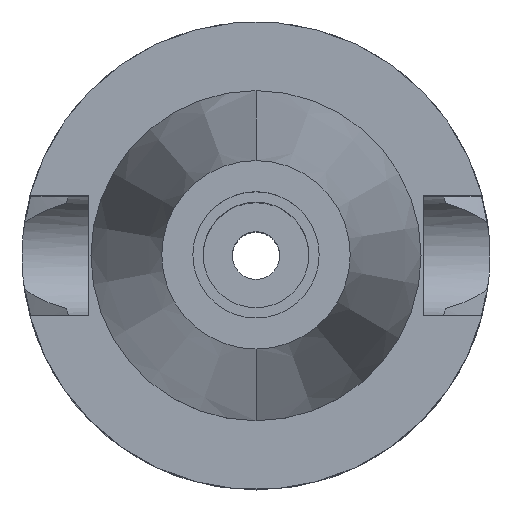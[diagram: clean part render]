
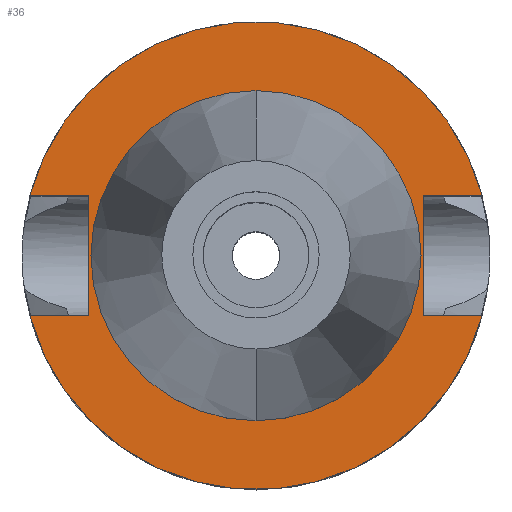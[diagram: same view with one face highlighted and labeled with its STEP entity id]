
A CAD part, top view. The second image highlights one B-rep face of the part: STEP entity #36.
In plain terms, the highlighted planar face has unit normal (0, 0, 1).
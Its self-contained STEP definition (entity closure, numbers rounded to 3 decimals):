
#36 = ADVANCED_FACE ( 'NONE', ( #107, #3066 ), #921, .F. ) ;
#48 = CARTESIAN_POINT ( 'NONE',  ( 0., 0., -2. ) ) ;
#50 = ORIENTED_EDGE ( 'NONE', *, *, #349, .F. ) ;
#75 = EDGE_CURVE ( 'NONE', #2032, #78, #2419, .T. ) ;
#78 = VERTEX_POINT ( 'NONE', #2482 ) ;
#92 = EDGE_LOOP ( 'NONE', ( #643, #122, #50, #1174, #2604, #2137, #2745, #933 ) ) ;
#107 = FACE_OUTER_BOUND ( 'NONE', #92, .T. ) ;
#122 = ORIENTED_EDGE ( 'NONE', *, *, #2010, .F. ) ;
#169 = CARTESIAN_POINT ( 'NONE',  ( -30.454, -8.05, -2. ) ) ;
#191 = AXIS2_PLACEMENT_3D ( 'NONE', #3502, #2934, #1038 ) ;
#218 = DIRECTION ( 'NONE',  ( 0., 1., 0. ) ) ;
#245 = EDGE_CURVE ( 'NONE', #78, #2032, #3522, .T. ) ;
#278 = VECTOR ( 'NONE', #1618, 1000. ) ;
#292 = CARTESIAN_POINT ( 'NONE',  ( 22.5, -8.05, -2. ) ) ;
#349 = EDGE_CURVE ( 'NONE', #3308, #2831, #556, .T. ) ;
#432 = LINE ( 'NONE', #1577, #1509 ) ;
#485 = CARTESIAN_POINT ( 'NONE',  ( -22.5, -8.05, -2. ) ) ;
#513 = EDGE_CURVE ( 'NONE', #1074, #3308, #432, .T. ) ;
#537 = LINE ( 'NONE', #3563, #278 ) ;
#556 = LINE ( 'NONE', #292, #3236 ) ;
#570 = AXIS2_PLACEMENT_3D ( 'NONE', #1959, #2803, #3356 ) ;
#575 = EDGE_CURVE ( 'NONE', #3123, #2919, #793, .T. ) ;
#602 = EDGE_CURVE ( 'NONE', #1279, #2345, #537, .T. ) ;
#633 = DIRECTION ( 'NONE',  ( 0., 0., -1. ) ) ;
#639 = VECTOR ( 'NONE', #1237, 1000. ) ;
#643 = ORIENTED_EDGE ( 'NONE', *, *, #602, .T. ) ;
#684 = CARTESIAN_POINT ( 'NONE',  ( -22.5, 8.05, -2. ) ) ;
#759 = LINE ( 'NONE', #485, #1719 ) ;
#787 = CARTESIAN_POINT ( 'NONE',  ( 0., 0., -2. ) ) ;
#793 = LINE ( 'NONE', #1359, #1477 ) ;
#861 = AXIS2_PLACEMENT_3D ( 'NONE', #787, #2978, #218 ) ;
#921 = PLANE ( 'NONE',  #1953 ) ;
#933 = ORIENTED_EDGE ( 'NONE', *, *, #1919, .F. ) ;
#966 = CARTESIAN_POINT ( 'NONE',  ( -30.454, 8.05, -2. ) ) ;
#1038 = DIRECTION ( 'NONE',  ( 0., 1., 0. ) ) ;
#1074 = VERTEX_POINT ( 'NONE', #1954 ) ;
#1174 = ORIENTED_EDGE ( 'NONE', *, *, #513, .F. ) ;
#1237 = DIRECTION ( 'NONE',  ( 1., 0., 0. ) ) ;
#1276 = CARTESIAN_POINT ( 'NONE',  ( 30.454, 8.05, -2. ) ) ;
#1279 = VERTEX_POINT ( 'NONE', #2041 ) ;
#1311 = ORIENTED_EDGE ( 'NONE', *, *, #75, .F. ) ;
#1359 = CARTESIAN_POINT ( 'NONE',  ( -22.5, 8.05, -2. ) ) ;
#1477 = VECTOR ( 'NONE', #1888, 1000. ) ;
#1508 = CARTESIAN_POINT ( 'NONE',  ( 22.5, 8.05, -2. ) ) ;
#1509 = VECTOR ( 'NONE', #2700, 1000. ) ;
#1552 = CARTESIAN_POINT ( 'NONE',  ( 30.454, -8.05, -2. ) ) ;
#1577 = CARTESIAN_POINT ( 'NONE',  ( 22.5, 8.05, -2. ) ) ;
#1618 = DIRECTION ( 'NONE',  ( -1., 0., 0. ) ) ;
#1711 = DIRECTION ( 'NONE',  ( 0., -1., 0. ) ) ;
#1719 = VECTOR ( 'NONE', #2415, 1000. ) ;
#1746 = CIRCLE ( 'NONE', #191, 31.5 ) ;
#1821 = ORIENTED_EDGE ( 'NONE', *, *, #245, .F. ) ;
#1888 = DIRECTION ( 'NONE',  ( -1., 0., 0. ) ) ;
#1919 = EDGE_CURVE ( 'NONE', #1279, #3123, #759, .T. ) ;
#1953 = AXIS2_PLACEMENT_3D ( 'NONE', #2024, #633, #1711 ) ;
#1954 = CARTESIAN_POINT ( 'NONE',  ( 22.5, 8.05, -2. ) ) ;
#1959 = CARTESIAN_POINT ( 'NONE',  ( 0., 0., -2. ) ) ;
#1974 = AXIS2_PLACEMENT_3D ( 'NONE', #48, #3361, #3028 ) ;
#2010 = EDGE_CURVE ( 'NONE', #2831, #2345, #3216, .T. ) ;
#2024 = CARTESIAN_POINT ( 'NONE',  ( 0., 0., -2. ) ) ;
#2032 = VERTEX_POINT ( 'NONE', #3085 ) ;
#2041 = CARTESIAN_POINT ( 'NONE',  ( -22.5, -8.05, -2. ) ) ;
#2137 = ORIENTED_EDGE ( 'NONE', *, *, #2456, .F. ) ;
#2345 = VERTEX_POINT ( 'NONE', #169 ) ;
#2415 = DIRECTION ( 'NONE',  ( 0., 1., 0. ) ) ;
#2419 = CIRCLE ( 'NONE', #861, 22.225 ) ;
#2456 = EDGE_CURVE ( 'NONE', #2919, #3167, #1746, .T. ) ;
#2482 = CARTESIAN_POINT ( 'NONE',  ( 0., -22.225, -2. ) ) ;
#2497 = DIRECTION ( 'NONE',  ( 1., 0., 0. ) ) ;
#2573 = LINE ( 'NONE', #1508, #639 ) ;
#2604 = ORIENTED_EDGE ( 'NONE', *, *, #2912, .T. ) ;
#2700 = DIRECTION ( 'NONE',  ( 0., -1., 0. ) ) ;
#2745 = ORIENTED_EDGE ( 'NONE', *, *, #575, .F. ) ;
#2803 = DIRECTION ( 'NONE',  ( 0., 0., -1. ) ) ;
#2831 = VERTEX_POINT ( 'NONE', #1552 ) ;
#2905 = CARTESIAN_POINT ( 'NONE',  ( 22.5, -8.05, -2. ) ) ;
#2912 = EDGE_CURVE ( 'NONE', #1074, #3167, #2573, .T. ) ;
#2919 = VERTEX_POINT ( 'NONE', #966 ) ;
#2934 = DIRECTION ( 'NONE',  ( 0., 0., -1. ) ) ;
#2978 = DIRECTION ( 'NONE',  ( 0., 0., 1. ) ) ;
#3028 = DIRECTION ( 'NONE',  ( 0., -1., 0. ) ) ;
#3066 = FACE_BOUND ( 'NONE', #3200, .T. ) ;
#3085 = CARTESIAN_POINT ( 'NONE',  ( 0., 22.225, -2. ) ) ;
#3123 = VERTEX_POINT ( 'NONE', #684 ) ;
#3167 = VERTEX_POINT ( 'NONE', #1276 ) ;
#3200 = EDGE_LOOP ( 'NONE', ( #1311, #1821 ) ) ;
#3216 = CIRCLE ( 'NONE', #570, 31.5 ) ;
#3236 = VECTOR ( 'NONE', #2497, 1000. ) ;
#3308 = VERTEX_POINT ( 'NONE', #2905 ) ;
#3356 = DIRECTION ( 'NONE',  ( 0., -1., 0. ) ) ;
#3361 = DIRECTION ( 'NONE',  ( 0., 0., 1. ) ) ;
#3502 = CARTESIAN_POINT ( 'NONE',  ( 0., 0., -2. ) ) ;
#3522 = CIRCLE ( 'NONE', #1974, 22.225 ) ;
#3563 = CARTESIAN_POINT ( 'NONE',  ( -22.5, -8.05, -2. ) ) ;
